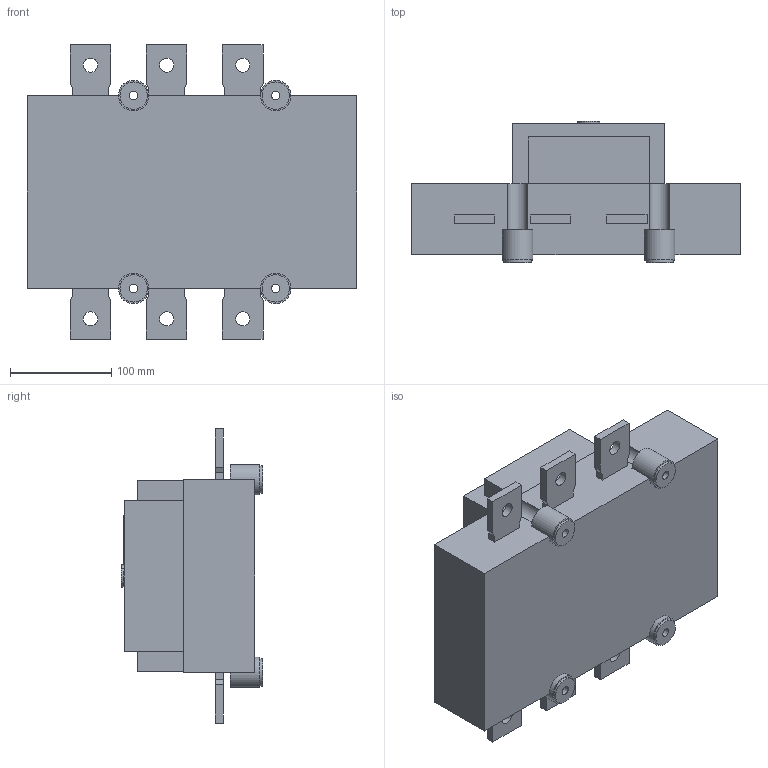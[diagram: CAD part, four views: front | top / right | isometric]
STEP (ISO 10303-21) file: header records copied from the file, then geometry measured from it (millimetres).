
FILE_DESCRIPTION((''),'2;1');
FILE_NAME('Int S5000-800-1000-1250A 3P (2011-05).stp','2011-05-13T14:18:01',('enm'),(''),'Autodesk Inventor 2010','Autodesk Inventor 2010','');
FILE_SCHEMA(('AUTOMOTIVE_DESIGN { 1 0 10303 214 1 1 1 1 }'));
Length unit declared in the file: millimetre
Products named in the file (1): Int S5000-800-1000-1250A 3P (2011-05)
Bounding box: 325 x 139 x 290 mm (x, y, z)
Volume: 5923178.3 mm3; surface area: 280201.8 mm2
Topology: 1 solids, 1 shells, 209 faces, 534 edges, 354 vertices
Faces by surface type: plane 152, cylinder 29, bspline 28
Full cylindrical faces by diameter (mm): 5 x1, 8 x1, 8.4 x4, 14 x6, 20 x4, 22 x1, 27 x4, 30 x4, 41.8 x1, 42 x1
Entity records: 6450 total; most frequent: CARTESIAN_POINT 1515, ORIENTED_EDGE 1010, DIRECTION 879, EDGE_CURVE 505, VECTOR 383, LINE 383, VERTEX_POINT 352, EDGE_LOOP 283
